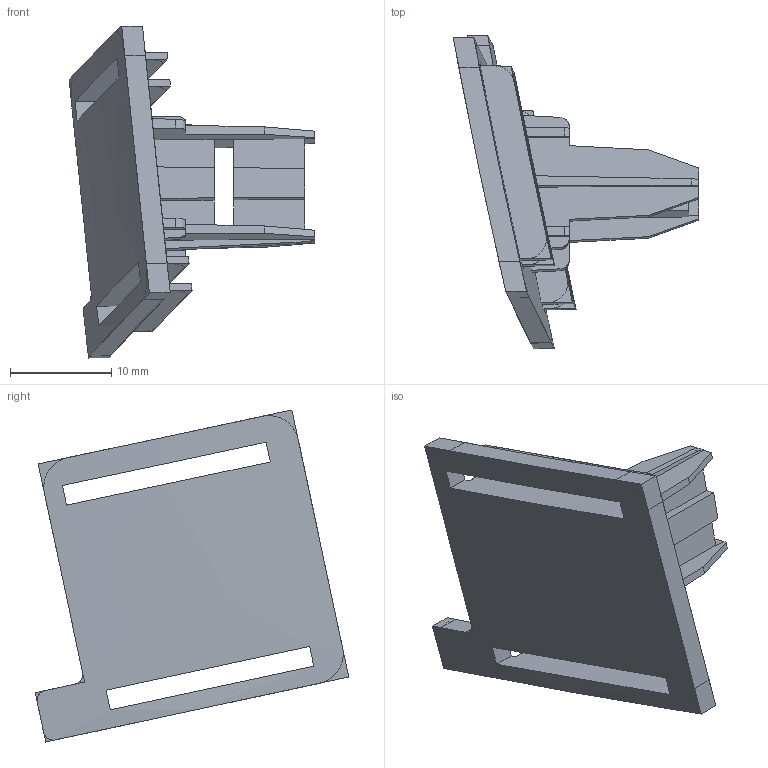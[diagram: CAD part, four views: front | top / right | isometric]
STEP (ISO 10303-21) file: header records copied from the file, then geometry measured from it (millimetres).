
FILE_DESCRIPTION(/* description */ (''),/* implementation_level */ '2;1');
FILE_NAME(/* name */ 'M556556-77213-58Q00A-DP_000.001.stp',/* time_stamp */ '2024-11-30T10:40:45+05:30',/* author */ (''),/* organization */ (''),/* preprocessor_version */ 'ST-DEVELOPER v19.4',/* originating_system */ 'SIEMENS PLM Software NX2306.5001',/* authorisation */ '');
FILE_SCHEMA (('AUTOMOTIVE_DESIGN { 1 0 10303 214 3 1 1 1 }'));
Length unit declared in the file: millimetre
Products named in the file (1): M556556-77213-58Q00A-DP_000.001
Bounding box: 24.31 x 31.03 x 32.84 mm (x, y, z)
Volume: 4284 mm3; surface area: 6508.7 mm2
Topology: 2 solids, 2 shells, 240 faces, 752 edges, 542 vertices
Faces by surface type: bspline 142, plane 92, cylinder 6
Entity records: 13220 total; most frequent: CARTESIAN_POINT 8095, ORIENTED_EDGE 1448, EDGE_CURVE 724, B_SPLINE_CURVE_WITH_KNOTS 611, VERTEX_POINT 486, DIRECTION 339, EDGE_LOOP 250, ADVANCED_FACE 240
